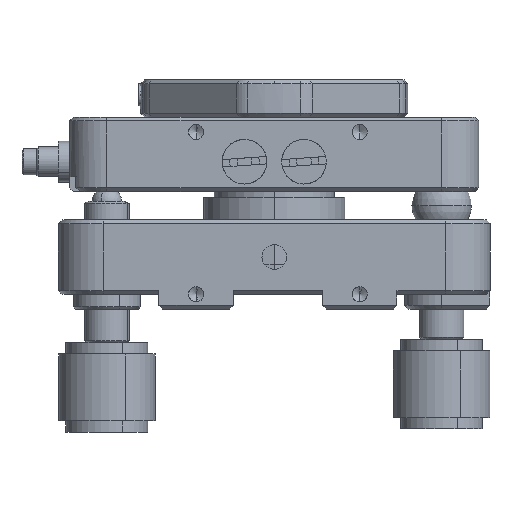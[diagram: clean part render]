
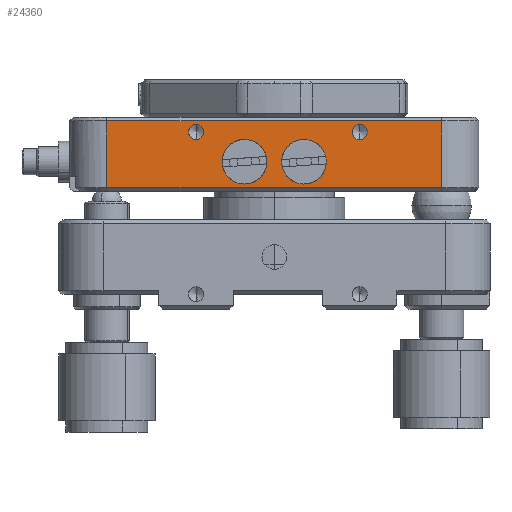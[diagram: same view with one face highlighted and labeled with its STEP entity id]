
A CAD part, left-side view. The second image highlights one B-rep face of the part: STEP entity #24360.
In plain terms, the highlighted planar face has unit normal (-1, 0, 0).
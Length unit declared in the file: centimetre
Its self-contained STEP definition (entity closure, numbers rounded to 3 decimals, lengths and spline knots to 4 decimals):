
#366 = VERTEX_POINT ( 'NONE', #3443 ) ;
#369 = VERTEX_POINT ( 'NONE', #3488 ) ;
#372 = EDGE_CURVE ( 'NONE', #366, #369, #3475, .T. ) ;
#680 = EDGE_CURVE ( 'NONE', #369, #366, #4508, .T. ) ;
#3443 = CARTESIAN_POINT ( 'NONE',  ( -3.1777, -1.1336, 1.5789 ) ) ;
#3463 = DIRECTION ( 'NONE',  ( 0., 0., 1. ) ) ;
#3464 = DIRECTION ( 'NONE',  ( -1., 0., 0. ) ) ;
#3465 = CARTESIAN_POINT ( 'NONE',  ( -3.1777, -1.1336, 1.6814 ) ) ;
#3466 = AXIS2_PLACEMENT_3D ( 'NONE', #3465, #3464, #3463 ) ;
#3475 = CIRCLE ( 'NONE', #3466, 0.1025 ) ;
#3488 = CARTESIAN_POINT ( 'NONE',  ( -3.1777, -1.1336, 1.7839 ) ) ;
#4504 = DIRECTION ( 'NONE',  ( 0., 0., 1. ) ) ;
#4505 = DIRECTION ( 'NONE',  ( -1., 0., 0. ) ) ;
#4506 = CARTESIAN_POINT ( 'NONE',  ( -3.1777, -1.1336, 1.6814 ) ) ;
#4507 = AXIS2_PLACEMENT_3D ( 'NONE', #4506, #4505, #4504 ) ;
#4508 = CIRCLE ( 'NONE', #4507, 0.1025 ) ;
#17790 = CARTESIAN_POINT ( 'NONE',  ( -3.1777, 2.2664, 0.9314 ) ) ;
#17917 = DIRECTION ( 'NONE',  ( 0., -1., 0. ) ) ;
#17918 = VECTOR ( 'NONE', #17917, 100. ) ;
#17919 = CARTESIAN_POINT ( 'NONE',  ( -3.1777, 2.7664, 0.9314 ) ) ;
#17920 = LINE ( 'NONE', #17919, #17918 ) ;
#18151 = CARTESIAN_POINT ( 'NONE',  ( -3.1777, -2.2336, 0.9314 ) ) ;
#18347 = DIRECTION ( 'NONE',  ( 0., 0., -1. ) ) ;
#18348 = VECTOR ( 'NONE', #18347, 100. ) ;
#18350 = CARTESIAN_POINT ( 'NONE',  ( -3.1777, 2.2664, 0.8814 ) ) ;
#18351 = LINE ( 'NONE', #18350, #18348 ) ;
#18361 = CARTESIAN_POINT ( 'NONE',  ( -3.1777, 2.2664, 1.8314 ) ) ;
#19351 = VECTOR ( 'NONE', #19366, 100. ) ;
#19355 = LINE ( 'NONE', #19367, #19351 ) ;
#19366 = DIRECTION ( 'NONE',  ( 0., 0., 1. ) ) ;
#19367 = CARTESIAN_POINT ( 'NONE',  ( -3.1777, -2.2336, 0.8814 ) ) ;
#19580 = CARTESIAN_POINT ( 'NONE',  ( -3.1777, -2.2336, 1.8314 ) ) ;
#20806 = CIRCLE ( 'NONE', #20828, 0.3 ) ;
#20823 = CARTESIAN_POINT ( 'NONE',  ( -3.1777, 0.7164, 1.2814 ) ) ;
#20824 = DIRECTION ( 'NONE',  ( 0., 0., 1. ) ) ;
#20825 = DIRECTION ( 'NONE',  ( -1., 0., 0. ) ) ;
#20826 = CARTESIAN_POINT ( 'NONE',  ( -3.1777, 0.4164, 1.2814 ) ) ;
#20828 = AXIS2_PLACEMENT_3D ( 'NONE', #20855, #20854, #20853 ) ;
#20832 = CIRCLE ( 'NONE', #20838, 0.3 ) ;
#20838 = AXIS2_PLACEMENT_3D ( 'NONE', #20826, #20825, #20824 ) ;
#20853 = DIRECTION ( 'NONE',  ( 0., 0., 1. ) ) ;
#20854 = DIRECTION ( 'NONE',  ( -1., 0., 0. ) ) ;
#20855 = CARTESIAN_POINT ( 'NONE',  ( -3.1777, -0.3836, 1.2814 ) ) ;
#20902 = CARTESIAN_POINT ( 'NONE',  ( -3.1777, -0.6836, 1.2814 ) ) ;
#20903 = CARTESIAN_POINT ( 'NONE',  ( -3.1777, 0.1164, 1.2814 ) ) ;
#20904 = CARTESIAN_POINT ( 'NONE',  ( -3.1777, 1.0664, 1.5789 ) ) ;
#20918 = CARTESIAN_POINT ( 'NONE',  ( -3.1777, 1.0664, 1.7839 ) ) ;
#20964 = DIRECTION ( 'NONE',  ( 0., 0., 1. ) ) ;
#20965 = DIRECTION ( 'NONE',  ( -1., 0., 0. ) ) ;
#20966 = CARTESIAN_POINT ( 'NONE',  ( -3.1777, 1.0664, 1.6814 ) ) ;
#20967 = AXIS2_PLACEMENT_3D ( 'NONE', #20966, #20965, #20964 ) ;
#20980 = CIRCLE ( 'NONE', #20967, 0.1025 ) ;
#21025 = CARTESIAN_POINT ( 'NONE',  ( -3.1777, -0.0836, 1.2814 ) ) ;
#21114 = FACE_BOUND ( 'NONE', #24364, .T. ) ;
#21115 = AXIS2_PLACEMENT_3D ( 'NONE', #21122, #21156, #21155 ) ;
#21120 = CIRCLE ( 'NONE', #21115, 0.1025 ) ;
#21122 = CARTESIAN_POINT ( 'NONE',  ( -3.1777, 1.0664, 1.6814 ) ) ;
#21149 = FACE_OUTER_BOUND ( 'NONE', #24372, .T. ) ;
#21153 = FACE_BOUND ( 'NONE', #24373, .T. ) ;
#21155 = DIRECTION ( 'NONE',  ( 0., 0., 1. ) ) ;
#21156 = DIRECTION ( 'NONE',  ( -1., 0., 0. ) ) ;
#21175 = FACE_BOUND ( 'NONE', #24351, .T. ) ;
#21177 = PLANE ( 'NONE',  #21186 ) ;
#21178 = DIRECTION ( 'NONE',  ( 0., 1., 0. ) ) ;
#21179 = VECTOR ( 'NONE', #21178, 100. ) ;
#21180 = CARTESIAN_POINT ( 'NONE',  ( -3.1777, 2.2664, 1.8314 ) ) ;
#21181 = LINE ( 'NONE', #21180, #21179 ) ;
#21186 = AXIS2_PLACEMENT_3D ( 'NONE', #21213, #21212, #21211 ) ;
#21189 = FACE_BOUND ( 'NONE', #24307, .T. ) ;
#21210 = CIRCLE ( 'NONE', #21234, 0.3 ) ;
#21211 = DIRECTION ( 'NONE',  ( 0., -1., 0. ) ) ;
#21212 = DIRECTION ( 'NONE',  ( 1., 0., 0. ) ) ;
#21213 = CARTESIAN_POINT ( 'NONE',  ( -3.1777, 2.7664, 0.8814 ) ) ;
#21232 = DIRECTION ( 'NONE',  ( 0., 0., 1. ) ) ;
#21233 = DIRECTION ( 'NONE',  ( -1., 0., 0. ) ) ;
#21234 = AXIS2_PLACEMENT_3D ( 'NONE', #21240, #21233, #21232 ) ;
#21236 = CIRCLE ( 'NONE', #21269, 0.3 ) ;
#21240 = CARTESIAN_POINT ( 'NONE',  ( -3.1777, -0.3836, 1.2814 ) ) ;
#21268 = DIRECTION ( 'NONE',  ( 0., 0., 1. ) ) ;
#21269 = AXIS2_PLACEMENT_3D ( 'NONE', #21273, #21275, #21268 ) ;
#21273 = CARTESIAN_POINT ( 'NONE',  ( -3.1777, 0.4164, 1.2814 ) ) ;
#21275 = DIRECTION ( 'NONE',  ( -1., 0., 0. ) ) ;
#23184 = VERTEX_POINT ( 'NONE', #17790 ) ;
#23223 = EDGE_CURVE ( 'NONE', #23184, #23298, #17920, .T. ) ;
#23298 = VERTEX_POINT ( 'NONE', #18151 ) ;
#23357 = EDGE_CURVE ( 'NONE', #23358, #23184, #18351, .T. ) ;
#23358 = VERTEX_POINT ( 'NONE', #18361 ) ;
#23677 = EDGE_CURVE ( 'NONE', #23298, #23737, #19355, .T. ) ;
#23737 = VERTEX_POINT ( 'NONE', #19580 ) ;
#24234 = EDGE_CURVE ( 'NONE', #24250, #24237, #20832, .T. ) ;
#24237 = VERTEX_POINT ( 'NONE', #20823 ) ;
#24240 = EDGE_CURVE ( 'NONE', #24251, #24304, #20806, .T. ) ;
#24249 = VERTEX_POINT ( 'NONE', #20904 ) ;
#24250 = VERTEX_POINT ( 'NONE', #20903 ) ;
#24251 = VERTEX_POINT ( 'NONE', #20902 ) ;
#24284 = EDGE_CURVE ( 'NONE', #24249, #24286, #20980, .T. ) ;
#24286 = VERTEX_POINT ( 'NONE', #20918 ) ;
#24304 = VERTEX_POINT ( 'NONE', #21025 ) ;
#24307 = EDGE_LOOP ( 'NONE', ( #24359, #24365 ) ) ;
#24344 = EDGE_CURVE ( 'NONE', #24286, #24249, #21120, .T. ) ;
#24350 = ORIENTED_EDGE ( 'NONE', *, *, #24353, .T. ) ;
#24351 = EDGE_LOOP ( 'NONE', ( #24361, #24355 ) ) ;
#24352 = ORIENTED_EDGE ( 'NONE', *, *, #24284, .F. ) ;
#24353 = EDGE_CURVE ( 'NONE', #23737, #23358, #21181, .T. ) ;
#24354 = ORIENTED_EDGE ( 'NONE', *, *, #23677, .T. ) ;
#24355 = ORIENTED_EDGE ( 'NONE', *, *, #372, .F. ) ;
#24356 = ORIENTED_EDGE ( 'NONE', *, *, #23357, .T. ) ;
#24359 = ORIENTED_EDGE ( 'NONE', *, *, #24368, .F. ) ;
#24360 = ADVANCED_FACE ( 'NONE', ( #21153, #21189, #21114, #21175, #21149 ), #21177, .F. ) ;
#24361 = ORIENTED_EDGE ( 'NONE', *, *, #680, .F. ) ;
#24362 = ORIENTED_EDGE ( 'NONE', *, *, #24234, .F. ) ;
#24363 = ORIENTED_EDGE ( 'NONE', *, *, #24344, .F. ) ;
#24364 = EDGE_LOOP ( 'NONE', ( #24363, #24352 ) ) ;
#24365 = ORIENTED_EDGE ( 'NONE', *, *, #24240, .F. ) ;
#24368 = EDGE_CURVE ( 'NONE', #24304, #24251, #21210, .T. ) ;
#24369 = ORIENTED_EDGE ( 'NONE', *, *, #24375, .F. ) ;
#24372 = EDGE_LOOP ( 'NONE', ( #24354, #24350, #24356, #24421 ) ) ;
#24373 = EDGE_LOOP ( 'NONE', ( #24369, #24362 ) ) ;
#24375 = EDGE_CURVE ( 'NONE', #24237, #24250, #21236, .T. ) ;
#24421 = ORIENTED_EDGE ( 'NONE', *, *, #23223, .T. ) ;
